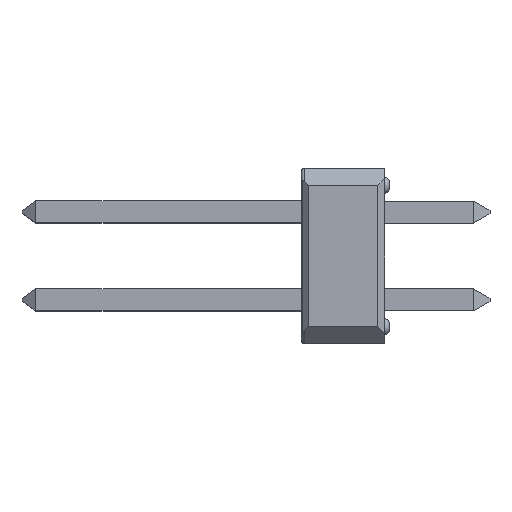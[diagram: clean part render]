
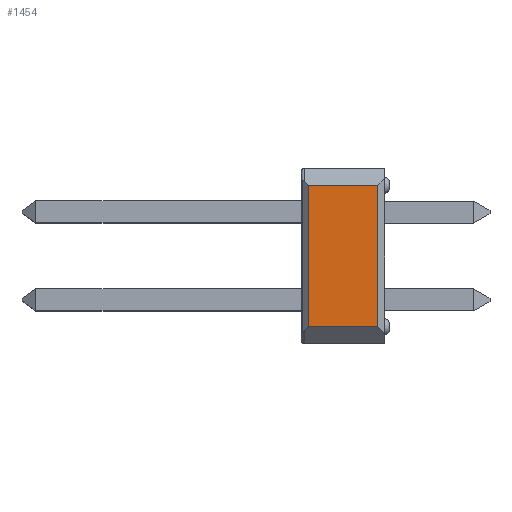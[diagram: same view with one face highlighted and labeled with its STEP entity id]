
A CAD part, left-side view. The second image highlights one B-rep face of the part: STEP entity #1454.
In plain terms, the highlighted planar face has unit normal (-1, 0, 0).
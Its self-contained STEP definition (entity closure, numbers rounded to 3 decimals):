
#21 = FACE_OUTER_BOUND ( 'NONE', #529, .T. ) ;
#85 = VECTOR ( 'NONE', #494, 1000. ) ;
#148 = CARTESIAN_POINT ( 'NONE',  ( -1.27, 2.2, -2.04 ) ) ;
#178 = VERTEX_POINT ( 'NONE', #739 ) ;
#207 = LINE ( 'NONE', #148, #468 ) ;
#230 = VERTEX_POINT ( 'NONE', #398 ) ;
#236 = CARTESIAN_POINT ( 'NONE',  ( -1.27, 2.2, 2.04 ) ) ;
#328 = DIRECTION ( 'NONE',  ( 0., 0., -1. ) ) ;
#398 = CARTESIAN_POINT ( 'NONE',  ( -1.27, 0.2, -2.04 ) ) ;
#468 = VECTOR ( 'NONE', #1816, 1000. ) ;
#494 = DIRECTION ( 'NONE',  ( 0., 1., 0. ) ) ;
#505 = PLANE ( 'NONE',  #2050 ) ;
#529 = EDGE_LOOP ( 'NONE', ( #923, #1677, #1021, #1156 ) ) ;
#564 = CARTESIAN_POINT ( 'NONE',  ( -1.27, 0.2, -2.54 ) ) ;
#571 = LINE ( 'NONE', #1365, #85 ) ;
#613 = EDGE_CURVE ( 'NONE', #230, #1349, #1154, .T. ) ;
#739 = CARTESIAN_POINT ( 'NONE',  ( -1.27, 2.2, -2.04 ) ) ;
#848 = CARTESIAN_POINT ( 'NONE',  ( -1.27, 2.4, -2.54 ) ) ;
#923 = ORIENTED_EDGE ( 'NONE', *, *, #1680, .T. ) ;
#1021 = ORIENTED_EDGE ( 'NONE', *, *, #1397, .T. ) ;
#1027 = VECTOR ( 'NONE', #1362, 1000. ) ;
#1037 = VECTOR ( 'NONE', #1336, 1000. ) ;
#1154 = LINE ( 'NONE', #564, #1037 ) ;
#1156 = ORIENTED_EDGE ( 'NONE', *, *, #1488, .T. ) ;
#1336 = DIRECTION ( 'NONE',  ( 0., 0., 1. ) ) ;
#1349 = VERTEX_POINT ( 'NONE', #1645 ) ;
#1362 = DIRECTION ( 'NONE',  ( 0., -1., 0. ) ) ;
#1365 = CARTESIAN_POINT ( 'NONE',  ( -1.27, 2.4, 2.04 ) ) ;
#1383 = DIRECTION ( 'NONE',  ( 1., 0., 0. ) ) ;
#1397 = EDGE_CURVE ( 'NONE', #1349, #1784, #571, .T. ) ;
#1454 = ADVANCED_FACE ( 'NONE', ( #21 ), #505, .F. ) ;
#1488 = EDGE_CURVE ( 'NONE', #1784, #178, #207, .T. ) ;
#1645 = CARTESIAN_POINT ( 'NONE',  ( -1.27, 0.2, 2.04 ) ) ;
#1677 = ORIENTED_EDGE ( 'NONE', *, *, #613, .T. ) ;
#1680 = EDGE_CURVE ( 'NONE', #178, #230, #1874, .T. ) ;
#1781 = CARTESIAN_POINT ( 'NONE',  ( -1.27, 2.4, -2.04 ) ) ;
#1784 = VERTEX_POINT ( 'NONE', #236 ) ;
#1816 = DIRECTION ( 'NONE',  ( 0., 0., -1. ) ) ;
#1874 = LINE ( 'NONE', #1781, #1027 ) ;
#2050 = AXIS2_PLACEMENT_3D ( 'NONE', #848, #1383, #328 ) ;
